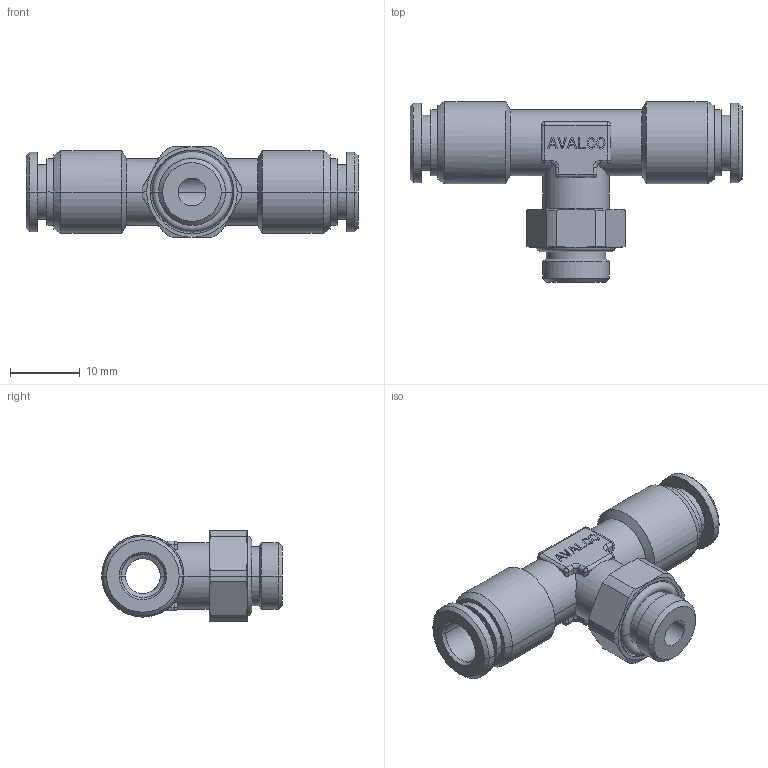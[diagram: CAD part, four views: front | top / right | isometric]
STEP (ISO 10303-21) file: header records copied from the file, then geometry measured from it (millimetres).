
FILE_DESCRIPTION(('CATIA V5 STEP Exchange'),'2;1');
FILE_NAME('PR417B-06G18.stp','2018-04-14T14:32:06+00:00',('none'),('none'),'CATIA Version 5 Release 21 GA (IN-10)','CATIA V5 STEP AP203','none');
FILE_SCHEMA(('CONFIG_CONTROL_DESIGN'));
Length unit declared in the file: millimetre
Products named in the file (1): PR417B-06G18
Bounding box: 47.6 x 25.9 x 13 mm (x, y, z)
Volume: 4249.2 mm3; surface area: 3954.7 mm2
Topology: 2 solids, 2 shells, 400 faces, 1016 edges, 644 vertices
Faces by surface type: plane 266, cylinder 72, cone 42, sphere 12, torus 8
Entity records: 12264 total; most frequent: CARTESIAN_POINT 3015, ORIENTED_EDGE 2032, DIRECTION 1615, EDGE_CURVE 1016, VECTOR 776, LINE 776, VERTEX_POINT 644, AXIS2_PLACEMENT_3D 482
